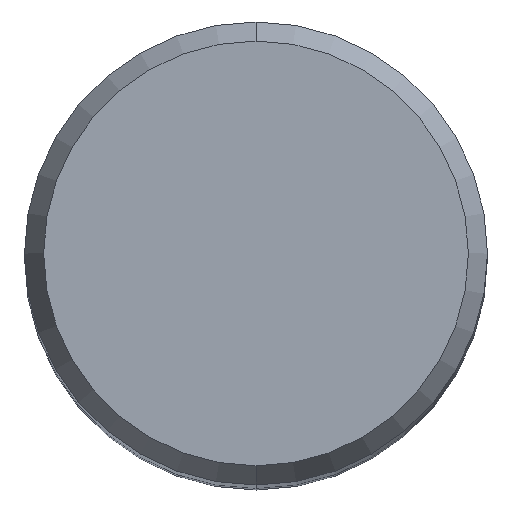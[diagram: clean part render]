
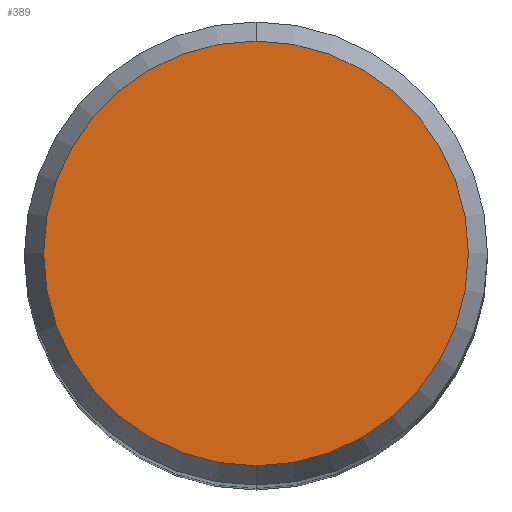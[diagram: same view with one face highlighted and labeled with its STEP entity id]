
A CAD part, top view. The second image highlights one B-rep face of the part: STEP entity #389.
In plain terms, the highlighted planar face has unit normal (0, 0, 1).
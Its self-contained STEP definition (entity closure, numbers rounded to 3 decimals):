
#263=EDGE_CURVE('',#385,#329,#540,.T.);
#329=VERTEX_POINT('',#614);
#385=VERTEX_POINT('',#675);
#389=ADVANCED_FACE('',(#679),#680,.T.);
#391=EDGE_CURVE('',#329,#385,#682,.T.);
#540=CIRCLE('',#1045,5.098);
#614=CARTESIAN_POINT('',(0.0,5.098,0.));
#675=CARTESIAN_POINT('',(0.,-5.098,0.));
#679=FACE_OUTER_BOUND('',#1305,.T.);
#680=PLANE('',#1306);
#682=CIRCLE('',#1309,5.098);
#1045=AXIS2_PLACEMENT_3D('',#1450,#1451,#1452);
#1305=EDGE_LOOP('',(#1616,#1617));
#1306=AXIS2_PLACEMENT_3D('',#1618,#1619,#1620);
#1309=AXIS2_PLACEMENT_3D('',#1621,#1622,#1623);
#1450=CARTESIAN_POINT('',(0.0,0.0,0.));
#1451=DIRECTION('',(0.0,0.0,-1.0));
#1452=DIRECTION('',(0.0,1.0,0.0));
#1616=ORIENTED_EDGE('',*,*,#391,.F.);
#1617=ORIENTED_EDGE('',*,*,#263,.F.);
#1618=CARTESIAN_POINT('',(0.0,2.549,0.));
#1619=DIRECTION('',(-0.0,0.0,1.0));
#1620=DIRECTION('',(0.0,-1.0,0.0));
#1621=CARTESIAN_POINT('',(0.0,0.0,0.));
#1622=DIRECTION('',(0.0,0.0,-1.0));
#1623=DIRECTION('',(0.0,1.0,0.0));
